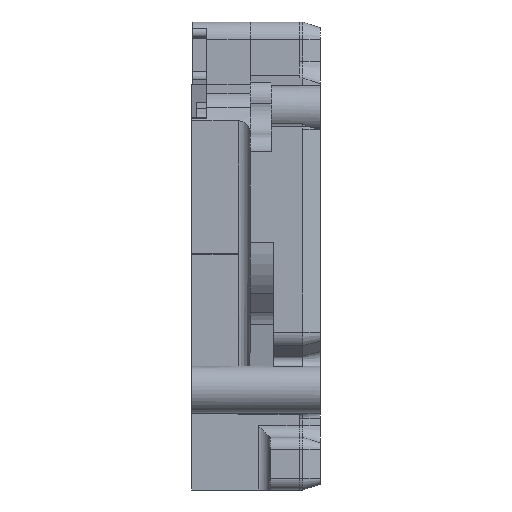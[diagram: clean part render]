
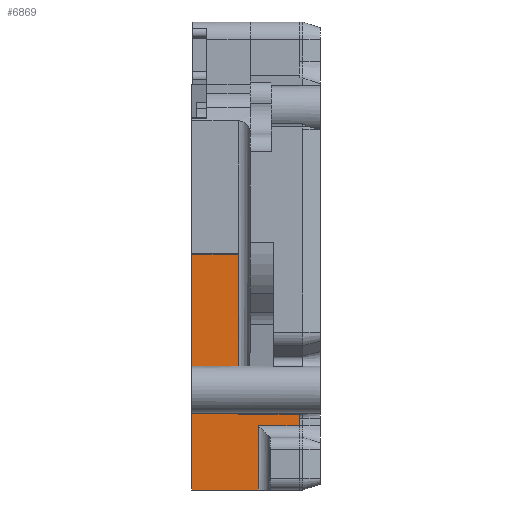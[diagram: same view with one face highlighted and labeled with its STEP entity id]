
A CAD part, left-side view. The second image highlights one B-rep face of the part: STEP entity #6869.
In plain terms, the highlighted planar face has unit normal (-1, 0, 0).
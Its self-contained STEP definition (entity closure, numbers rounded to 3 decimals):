
#255=PLANE('',#7536);
#631=FACE_OUTER_BOUND('',#1029,.T.);
#1029=EDGE_LOOP('',(#6119,#6120,#6121,#6122,#6123,#6124,#6125,#6126));
#1627=LINE('',#11686,#2291);
#1628=LINE('',#11690,#2292);
#1654=LINE('',#11755,#2318);
#1658=LINE('',#11770,#2322);
#1659=LINE('',#11772,#2323);
#1660=LINE('',#11774,#2324);
#1661=LINE('',#11776,#2325);
#1662=LINE('',#11777,#2326);
#2291=VECTOR('',#9308,10.);
#2292=VECTOR('',#9313,10.);
#2318=VECTOR('',#9373,10.);
#2322=VECTOR('',#9393,10.);
#2323=VECTOR('',#9394,10.);
#2324=VECTOR('',#9395,10.);
#2325=VECTOR('',#9396,10.);
#2326=VECTOR('',#9397,10.);
#3289=VERTEX_POINT('',#11683);
#3290=VERTEX_POINT('',#11685);
#3291=VERTEX_POINT('',#11689);
#3313=VERTEX_POINT('',#11753);
#3316=VERTEX_POINT('',#11769);
#3317=VERTEX_POINT('',#11771);
#3318=VERTEX_POINT('',#11773);
#3319=VERTEX_POINT('',#11775);
#4239=EDGE_CURVE('',#3289,#3290,#1627,.T.);
#4241=EDGE_CURVE('',#3290,#3291,#1628,.T.);
#4274=EDGE_CURVE('',#3289,#3313,#1654,.T.);
#4281=EDGE_CURVE('',#3313,#3316,#1658,.T.);
#4282=EDGE_CURVE('',#3317,#3316,#1659,.T.);
#4283=EDGE_CURVE('',#3317,#3318,#1660,.T.);
#4284=EDGE_CURVE('',#3318,#3319,#1661,.T.);
#4285=EDGE_CURVE('',#3319,#3291,#1662,.T.);
#6119=ORIENTED_EDGE('',*,*,#4239,.F.);
#6120=ORIENTED_EDGE('',*,*,#4274,.T.);
#6121=ORIENTED_EDGE('',*,*,#4281,.T.);
#6122=ORIENTED_EDGE('',*,*,#4282,.F.);
#6123=ORIENTED_EDGE('',*,*,#4283,.T.);
#6124=ORIENTED_EDGE('',*,*,#4284,.T.);
#6125=ORIENTED_EDGE('',*,*,#4285,.T.);
#6126=ORIENTED_EDGE('',*,*,#4241,.F.);
#6869=ADVANCED_FACE('',(#631),#255,.T.);
#7536=AXIS2_PLACEMENT_3D('',#11768,#9391,#9392);
#9308=DIRECTION('',(0.,1.,0.));
#9313=DIRECTION('',(0.,0.,-1.));
#9373=DIRECTION('',(0.,0.,1.));
#9391=DIRECTION('center_axis',(-1.,0.,0.));
#9392=DIRECTION('ref_axis',(0.,0.,-1.));
#9393=DIRECTION('',(0.,1.,0.));
#9394=DIRECTION('',(0.,0.,-1.));
#9395=DIRECTION('',(0.,1.,0.));
#9396=DIRECTION('',(0.,0.,-1.));
#9397=DIRECTION('',(0.,-1.,0.));
#11683=CARTESIAN_POINT('',(-20.5,-18.4,-29.5));
#11685=CARTESIAN_POINT('',(-20.5,-11.4,-29.5));
#11686=CARTESIAN_POINT('',(-20.5,-9.2,-29.5));
#11689=CARTESIAN_POINT('',(-20.5,-11.4,-40.5));
#11690=CARTESIAN_POINT('',(-20.5,-11.4,-6.708));
#11753=CARTESIAN_POINT('',(-20.5,-18.4,-27.586));
#11755=CARTESIAN_POINT('',(-20.5,-18.4,8.792));
#11768=CARTESIAN_POINT('Origin',(-20.5,0.,
22.583));
#11769=CARTESIAN_POINT('',(-20.5,-8.,-27.586));
#11770=CARTESIAN_POINT('',(-20.5,-9.2,-27.586));
#11771=CARTESIAN_POINT('',(-20.5,-8.,-0.2));
#11772=CARTESIAN_POINT('',(-20.5,-8.,11.292));
#11773=CARTESIAN_POINT('',(-20.5,0.,-0.2));
#11774=CARTESIAN_POINT('',(-20.5,-4.6,-0.2));
#11775=CARTESIAN_POINT('',(-20.5,0.,-40.5));
#11776=CARTESIAN_POINT('',(-20.5,0.,22.583));
#11777=CARTESIAN_POINT('',(-20.5,0.,-40.5));
